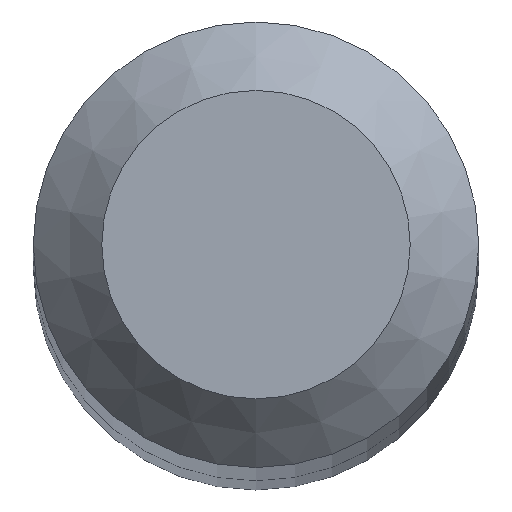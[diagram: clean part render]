
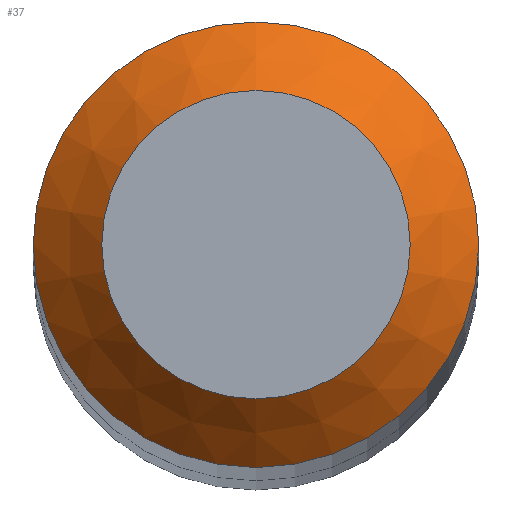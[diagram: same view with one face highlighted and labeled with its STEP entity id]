
A CAD part, top view. The second image highlights one B-rep face of the part: STEP entity #37.
In plain terms, the highlighted conical face has half-angle 45 degrees and reference radius 0.45 mm.
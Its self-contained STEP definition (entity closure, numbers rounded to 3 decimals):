
#14 = ORIENTED_EDGE ( 'NONE', *, *, #50, .F. ) ;
#16 = FACE_OUTER_BOUND ( 'NONE', #66, .T. ) ;
#22 = EDGE_CURVE ( 'NONE', #68, #68, #70, .T. ) ;
#25 = AXIS2_PLACEMENT_3D ( 'NONE', #168, #53, #171 ) ;
#32 = EDGE_LOOP ( 'NONE', ( #63 ) ) ;
#36 = DIRECTION ( 'NONE',  ( 0., 1., 0. ) ) ;
#37 = ADVANCED_FACE ( 'NONE', ( #16, #112 ), #118, .T. ) ;
#50 = EDGE_CURVE ( 'NONE', #113, #113, #59, .T. ) ;
#51 = DIRECTION ( 'NONE',  ( 0., 1., 0. ) ) ;
#53 = DIRECTION ( 'NONE',  ( 0., 0., -1. ) ) ;
#54 = CARTESIAN_POINT ( 'NONE',  ( 0., 0.65, 37.8 ) ) ;
#59 = CIRCLE ( 'NONE', #114, 0.65 ) ;
#63 = ORIENTED_EDGE ( 'NONE', *, *, #22, .T. ) ;
#66 = EDGE_LOOP ( 'NONE', ( #14 ) ) ;
#68 = VERTEX_POINT ( 'NONE', #129 ) ;
#70 = CIRCLE ( 'NONE', #75, 0.45 ) ;
#75 = AXIS2_PLACEMENT_3D ( 'NONE', #133, #130, #51 ) ;
#84 = CARTESIAN_POINT ( 'NONE',  ( 0., 0., 37.8 ) ) ;
#112 = FACE_BOUND ( 'NONE', #32, .T. ) ;
#113 = VERTEX_POINT ( 'NONE', #54 ) ;
#114 = AXIS2_PLACEMENT_3D ( 'NONE', #84, #145, #36 ) ;
#118 = CONICAL_SURFACE ( 'NONE', #25, 0.45, 0.785 ) ;
#129 = CARTESIAN_POINT ( 'NONE',  ( 0., 0.45, 38. ) ) ;
#130 = DIRECTION ( 'NONE',  ( 0., 0., -1. ) ) ;
#133 = CARTESIAN_POINT ( 'NONE',  ( 0., 0., 38. ) ) ;
#145 = DIRECTION ( 'NONE',  ( 0., 0., -1. ) ) ;
#168 = CARTESIAN_POINT ( 'NONE',  ( 0., 0., 38. ) ) ;
#171 = DIRECTION ( 'NONE',  ( 0., 1., 0. ) ) ;
